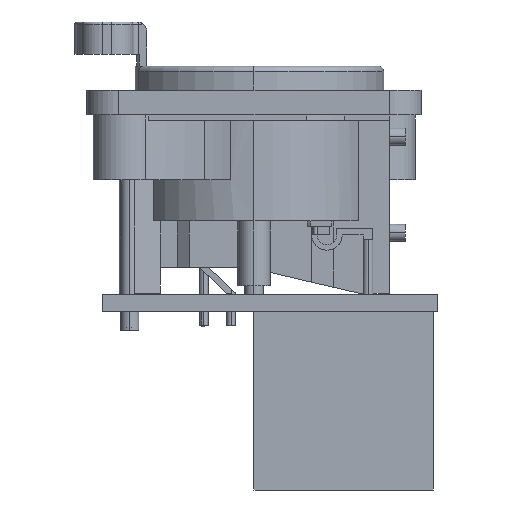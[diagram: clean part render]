
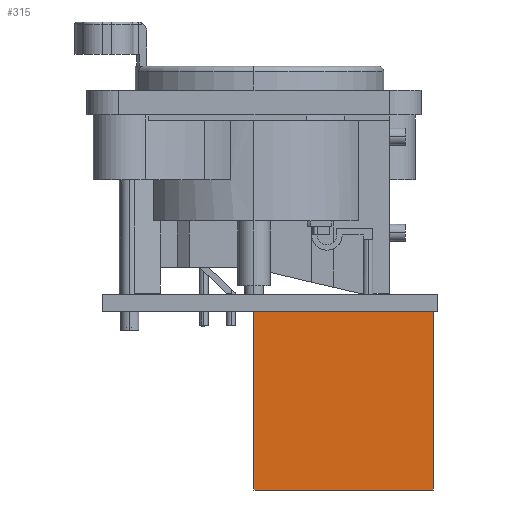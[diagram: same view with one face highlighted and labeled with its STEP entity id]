
A CAD part, left-side view. The second image highlights one B-rep face of the part: STEP entity #315.
In plain terms, the highlighted planar face has unit normal (-1, 0, 0).
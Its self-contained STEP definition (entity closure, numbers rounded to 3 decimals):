
#60 = CARTESIAN_POINT ( 'NONE',  ( -16.396, -13.671, 3.059 ) ) ;
#315 = ADVANCED_FACE ( 'NONE', ( #15976 ), #7080, .T. ) ;
#574 = VERTEX_POINT ( 'NONE', #10389 ) ;
#786 = CARTESIAN_POINT ( 'NONE',  ( -16.396, -9.022, 19.559 ) ) ;
#1212 = CARTESIAN_POINT ( 'NONE',  ( -16.396, 2.285, 19.559 ) ) ;
#1236 = EDGE_CURVE ( 'NONE', #4356, #7138, #6727, .T. ) ;
#1662 = EDGE_CURVE ( 'NONE', #7917, #2213, #2317, .T. ) ;
#1979 = ORIENTED_EDGE ( 'NONE', *, *, #16996, .F. ) ;
#2213 = VERTEX_POINT ( 'NONE', #786 ) ;
#2317 = LINE ( 'NONE', #5744, #4269 ) ;
#3676 = CARTESIAN_POINT ( 'NONE',  ( -16.396, 2.929, 19.559 ) ) ;
#4223 = EDGE_CURVE ( 'NONE', #574, #4356, #14679, .T. ) ;
#4242 = DIRECTION ( 'NONE',  ( -1., 0., 0. ) ) ;
#4269 = VECTOR ( 'NONE', #15468, 1000. ) ;
#4286 = LINE ( 'NONE', #8085, #6508 ) ;
#4356 = VERTEX_POINT ( 'NONE', #60 ) ;
#4667 = CARTESIAN_POINT ( 'NONE',  ( -16.396, -13.671, 19.559 ) ) ;
#5487 = VERTEX_POINT ( 'NONE', #14316 ) ;
#5654 = LINE ( 'NONE', #11987, #8909 ) ;
#5744 = CARTESIAN_POINT ( 'NONE',  ( -16.396, 2.929, 19.559 ) ) ;
#5761 = VECTOR ( 'NONE', #9405, 1000. ) ;
#6449 = EDGE_LOOP ( 'NONE', ( #1979, #9312, #17429, #7329, #11160, #11062, #9983 ) ) ;
#6508 = VECTOR ( 'NONE', #14977, 1000. ) ;
#6727 = LINE ( 'NONE', #17574, #17400 ) ;
#7080 = PLANE ( 'NONE',  #8438 ) ;
#7138 = VERTEX_POINT ( 'NONE', #4667 ) ;
#7329 = ORIENTED_EDGE ( 'NONE', *, *, #1236, .T. ) ;
#7726 = EDGE_CURVE ( 'NONE', #5487, #7138, #5654, .T. ) ;
#7917 = VERTEX_POINT ( 'NONE', #1212 ) ;
#7940 = EDGE_CURVE ( 'NONE', #574, #15307, #4286, .T. ) ;
#8085 = CARTESIAN_POINT ( 'NONE',  ( -16.396, 2.929, 3.059 ) ) ;
#8438 = AXIS2_PLACEMENT_3D ( 'NONE', #12552, #4242, #16551 ) ;
#8909 = VECTOR ( 'NONE', #14804, 1000. ) ;
#9222 = DIRECTION ( 'NONE',  ( 0., 0., 1. ) ) ;
#9312 = ORIENTED_EDGE ( 'NONE', *, *, #7940, .F. ) ;
#9405 = DIRECTION ( 'NONE',  ( 0., -1., 0. ) ) ;
#9978 = CARTESIAN_POINT ( 'NONE',  ( -16.396, 2.929, 19.559 ) ) ;
#9983 = ORIENTED_EDGE ( 'NONE', *, *, #1662, .F. ) ;
#10389 = CARTESIAN_POINT ( 'NONE',  ( -16.396, 2.929, 3.059 ) ) ;
#10872 = CARTESIAN_POINT ( 'NONE',  ( -16.396, 2.929, 3.059 ) ) ;
#11062 = ORIENTED_EDGE ( 'NONE', *, *, #11068, .F. ) ;
#11068 = EDGE_CURVE ( 'NONE', #2213, #5487, #11359, .T. ) ;
#11160 = ORIENTED_EDGE ( 'NONE', *, *, #7726, .F. ) ;
#11359 = LINE ( 'NONE', #9978, #14866 ) ;
#11370 = DIRECTION ( 'NONE',  ( 0., -1., 0. ) ) ;
#11987 = CARTESIAN_POINT ( 'NONE',  ( -16.396, 2.929, 19.559 ) ) ;
#12552 = CARTESIAN_POINT ( 'NONE',  ( -16.396, 2.929, 3.059 ) ) ;
#14316 = CARTESIAN_POINT ( 'NONE',  ( -16.396, -10.02, 19.559 ) ) ;
#14470 = LINE ( 'NONE', #3676, #5761 ) ;
#14679 = LINE ( 'NONE', #10872, #17506 ) ;
#14804 = DIRECTION ( 'NONE',  ( 0., -1., 0. ) ) ;
#14866 = VECTOR ( 'NONE', #11370, 1000. ) ;
#14977 = DIRECTION ( 'NONE',  ( 0., 0., 1. ) ) ;
#15307 = VERTEX_POINT ( 'NONE', #17463 ) ;
#15468 = DIRECTION ( 'NONE',  ( 0., -1., 0. ) ) ;
#15976 = FACE_OUTER_BOUND ( 'NONE', #6449, .T. ) ;
#16551 = DIRECTION ( 'NONE',  ( 0., 0., 1. ) ) ;
#16595 = DIRECTION ( 'NONE',  ( 0., -1., 0. ) ) ;
#16996 = EDGE_CURVE ( 'NONE', #15307, #7917, #14470, .T. ) ;
#17400 = VECTOR ( 'NONE', #9222, 1000. ) ;
#17429 = ORIENTED_EDGE ( 'NONE', *, *, #4223, .T. ) ;
#17463 = CARTESIAN_POINT ( 'NONE',  ( -16.396, 2.929, 19.559 ) ) ;
#17506 = VECTOR ( 'NONE', #16595, 1000. ) ;
#17574 = CARTESIAN_POINT ( 'NONE',  ( -16.396, -13.671, 3.059 ) ) ;
